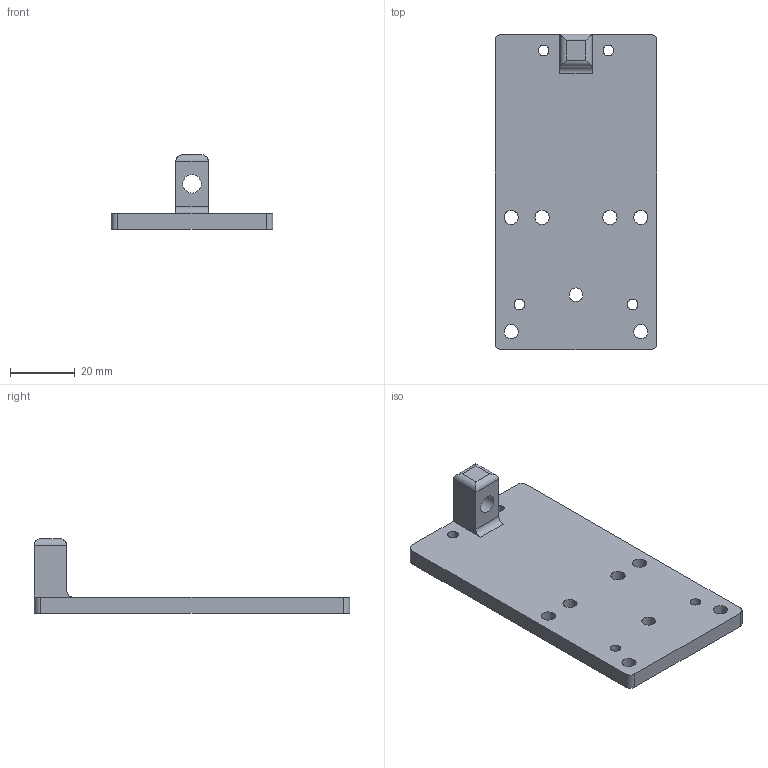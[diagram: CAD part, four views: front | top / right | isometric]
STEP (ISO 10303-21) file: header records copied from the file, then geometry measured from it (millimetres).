
FILE_DESCRIPTION(/* description */ (''),/* implementation_level */ '2;1');
FILE_NAME(/* name */ 'z_actuator_base.step',/* time_stamp */ '2024-03-05T18:37:57+08:00',/* author */ (''),/* organization */ (''),/* preprocessor_version */ 'ST-DEVELOPER v20',/* originating_system */ 'Autodesk Translation Framework v12.20.1.177',/* authorisation */ '');
FILE_SCHEMA (('AUTOMOTIVE_DESIGN { 1 0 10303 214 3 1 1 }'));
Length unit declared in the file: millimetre
Products named in the file (1): 远程Z轴
Bounding box: 50 x 97.5 x 23 mm (x, y, z)
Volume: 25183.5 mm3; surface area: 12414.9 mm2
Topology: 1 solids, 1 shells, 31 faces, 83 edges, 54 vertices
Faces by surface type: cylinder 21, plane 10
Full cylindrical faces by diameter (mm): 3.3 x4, 4.2 x1, 4.4 x6, 5.7 x1
Entity records: 1064 total; most frequent: DIRECTION 185, CARTESIAN_POINT 169, ORIENTED_EDGE 166, EDGE_CURVE 83, AXIS2_PLACEMENT_3D 70, EDGE_LOOP 55, VERTEX_POINT 54, LINE 45
